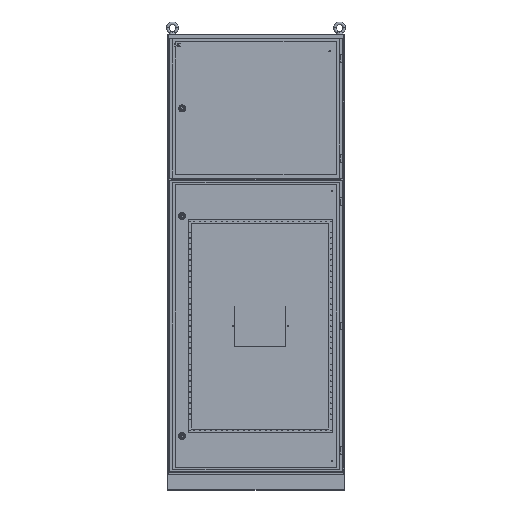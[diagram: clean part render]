
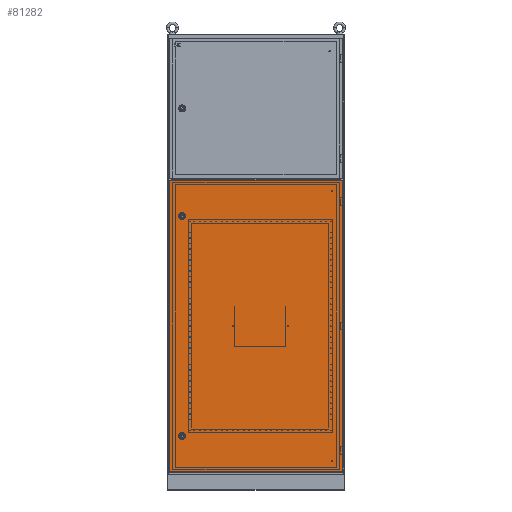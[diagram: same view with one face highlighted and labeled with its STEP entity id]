
A CAD part, top view. The second image highlights one B-rep face of the part: STEP entity #81282.
In plain terms, the highlighted planar face has unit normal (0, 0, 1).
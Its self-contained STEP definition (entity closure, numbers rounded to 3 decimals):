
#2510 = DIRECTION ( 'NONE',  ( 0., -1., 0. ) ) ;
#2612 = EDGE_CURVE ( 'NONE', #12683, #56871, #59865, .T. ) ;
#3349 = EDGE_CURVE ( 'NONE', #21882, #83141, #49141, .T. ) ;
#4575 = DIRECTION ( 'NONE',  ( 0., 0., 1. ) ) ;
#6398 = VERTEX_POINT ( 'NONE', #63375 ) ;
#6855 = VERTEX_POINT ( 'NONE', #47889 ) ;
#8793 = DIRECTION ( 'NONE',  ( 0., 0., 1. ) ) ;
#9296 = CARTESIAN_POINT ( 'NONE',  ( 58.5, -500., 0. ) ) ;
#11217 = LINE ( 'NONE', #47514, #28933 ) ;
#12683 = VERTEX_POINT ( 'NONE', #9296 ) ;
#13157 = CIRCLE ( 'NONE', #22048, 1.5 ) ;
#13310 = LINE ( 'NONE', #65267, #88535 ) ;
#16088 = VERTEX_POINT ( 'NONE', #41136 ) ;
#21882 = VERTEX_POINT ( 'NONE', #73381 ) ;
#22048 = AXIS2_PLACEMENT_3D ( 'NONE', #53850, #8793, #61357 ) ;
#23683 = DIRECTION ( 'NONE',  ( 0., 0., 1. ) ) ;
#26409 = CARTESIAN_POINT ( 'NONE',  ( 0., 0., 0. ) ) ;
#27099 = AXIS2_PLACEMENT_3D ( 'NONE', #68589, #23683, #76198 ) ;
#27285 = DIRECTION ( 'NONE',  ( 0., 0., 1. ) ) ;
#28755 = EDGE_CURVE ( 'NONE', #6398, #16088, #11217, .T. ) ;
#28933 = VECTOR ( 'NONE', #2510, 1000. ) ;
#28960 = EDGE_LOOP ( 'NONE', ( #90028, #75912 ) ) ;
#29803 = VECTOR ( 'NONE', #45857, 1000. ) ;
#30161 = EDGE_CURVE ( 'NONE', #6855, #6398, #13310, .T. ) ;
#30861 = CIRCLE ( 'NONE', #27099, 1.5 ) ;
#33537 = EDGE_CURVE ( 'NONE', #48383, #6855, #42865, .T. ) ;
#34241 = EDGE_CURVE ( 'NONE', #16088, #48383, #49715, .T. ) ;
#34911 = EDGE_CURVE ( 'NONE', #56871, #12683, #30861, .T. ) ;
#34924 = EDGE_CURVE ( 'NONE', #83141, #21882, #13157, .T. ) ;
#40970 = ORIENTED_EDGE ( 'NONE', *, *, #3349, .F. ) ;
#41136 = CARTESIAN_POINT ( 'NONE',  ( 0., -663.5, 0. ) ) ;
#41203 = AXIS2_PLACEMENT_3D ( 'NONE', #26409, #63746, #41489 ) ;
#41489 = DIRECTION ( 'NONE',  ( 1., 0., 0. ) ) ;
#42865 = LINE ( 'NONE', #73943, #78118 ) ;
#45857 = DIRECTION ( 'NONE',  ( 1., 0., 0. ) ) ;
#47514 = CARTESIAN_POINT ( 'NONE',  ( 0., 663.5, 0. ) ) ;
#47889 = CARTESIAN_POINT ( 'NONE',  ( 790.5, 663.5, 0. ) ) ;
#48383 = VERTEX_POINT ( 'NONE', #84476 ) ;
#49141 = CIRCLE ( 'NONE', #81822, 1.5 ) ;
#49616 = CARTESIAN_POINT ( 'NONE',  ( 60., 500., 0. ) ) ;
#49715 = LINE ( 'NONE', #75744, #29803 ) ;
#53850 = CARTESIAN_POINT ( 'NONE',  ( 60., 500., 0. ) ) ;
#56871 = VERTEX_POINT ( 'NONE', #74494 ) ;
#57171 = DIRECTION ( 'NONE',  ( 1., 0., 0. ) ) ;
#59865 = CIRCLE ( 'NONE', #92520, 1.5 ) ;
#59906 = FACE_OUTER_BOUND ( 'NONE', #86697, .T. ) ;
#61357 = DIRECTION ( 'NONE',  ( 1., 0., 0. ) ) ;
#62042 = ORIENTED_EDGE ( 'NONE', *, *, #33537, .T. ) ;
#62288 = FACE_BOUND ( 'NONE', #28960, .T. ) ;
#63375 = CARTESIAN_POINT ( 'NONE',  ( 0., 663.5, 0. ) ) ;
#63746 = DIRECTION ( 'NONE',  ( 0., 0., 1. ) ) ;
#65267 = CARTESIAN_POINT ( 'NONE',  ( 0., 663.5, 0. ) ) ;
#68589 = CARTESIAN_POINT ( 'NONE',  ( 60., -500., 0. ) ) ;
#72202 = CARTESIAN_POINT ( 'NONE',  ( 60., -500., 0. ) ) ;
#72523 = EDGE_LOOP ( 'NONE', ( #79574, #40970 ) ) ;
#72888 = DIRECTION ( 'NONE',  ( -1., 0., 0. ) ) ;
#73050 = CARTESIAN_POINT ( 'NONE',  ( 61.5, 500., 0. ) ) ;
#73381 = CARTESIAN_POINT ( 'NONE',  ( 58.5, 500., 0. ) ) ;
#73943 = CARTESIAN_POINT ( 'NONE',  ( 790.5, 663.5, 0. ) ) ;
#74494 = CARTESIAN_POINT ( 'NONE',  ( 61.5, -500., 0. ) ) ;
#75744 = CARTESIAN_POINT ( 'NONE',  ( 0., -663.5, 0. ) ) ;
#75912 = ORIENTED_EDGE ( 'NONE', *, *, #2612, .F. ) ;
#76198 = DIRECTION ( 'NONE',  ( -1., 0., 0. ) ) ;
#76473 = ORIENTED_EDGE ( 'NONE', *, *, #34241, .T. ) ;
#77531 = ORIENTED_EDGE ( 'NONE', *, *, #28755, .T. ) ;
#78118 = VECTOR ( 'NONE', #81460, 1000. ) ;
#79574 = ORIENTED_EDGE ( 'NONE', *, *, #34924, .F. ) ;
#79761 = DIRECTION ( 'NONE',  ( -1., 0., 0. ) ) ;
#81282 = ADVANCED_FACE ( 'NONE', ( #62288, #97528, #59906 ), #86477, .T. ) ;
#81460 = DIRECTION ( 'NONE',  ( 0., 1., 0. ) ) ;
#81822 = AXIS2_PLACEMENT_3D ( 'NONE', #49616, #4575, #57171 ) ;
#83141 = VERTEX_POINT ( 'NONE', #73050 ) ;
#84476 = CARTESIAN_POINT ( 'NONE',  ( 790.5, -663.5, 0. ) ) ;
#86477 = PLANE ( 'NONE',  #41203 ) ;
#86697 = EDGE_LOOP ( 'NONE', ( #77531, #76473, #62042, #94944 ) ) ;
#88535 = VECTOR ( 'NONE', #72888, 1000. ) ;
#90028 = ORIENTED_EDGE ( 'NONE', *, *, #34911, .F. ) ;
#92520 = AXIS2_PLACEMENT_3D ( 'NONE', #72202, #27285, #79761 ) ;
#94944 = ORIENTED_EDGE ( 'NONE', *, *, #30161, .T. ) ;
#97528 = FACE_BOUND ( 'NONE', #72523, .T. ) ;
